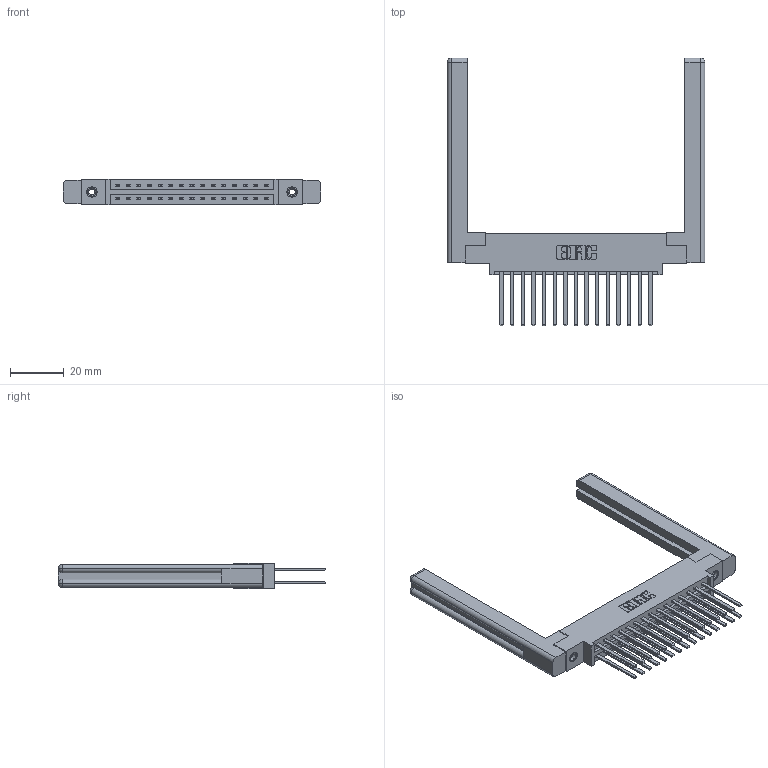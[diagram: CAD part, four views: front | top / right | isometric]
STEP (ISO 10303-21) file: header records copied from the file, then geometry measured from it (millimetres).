
FILE_DESCRIPTION (( 'STEP AP203' ), '1' );
FILE_NAME ('387-030-544-858.STEP', '2019-10-17T14:46:57', ( '' ), ( '' ), 'SwSTEP 2.0', 'SolidWorks 2016', '' );
FILE_SCHEMA (( 'CONFIG_CONTROL_DESIGN' ));
Length unit declared in the file: inch
Products named in the file (5): 345-250-001_345-250-001-102; 387-030-544-858; 345-292-001_345-293-144; 337 Part_0.170 Offset - 0.156 Dia-TI; 307-220-058
Assembly tree (35 placements, depth 2):
  387-030-544-858
    337 Part_0.170 Offset - 0.156 Dia-TI
    345-292-001_345-293-144  x30
    345-250-001_345-250-001-102  x2
    307-220-058  x2
Bounding box: 96.06 x 99.7 x 9.4 mm (x, y, z)
Volume: 17209.9 mm3; surface area: 17647.5 mm2
Topology: 35 solids, 35 shells, 1700 faces, 4967 edges, 3258 vertices
Faces by surface type: plane 1178, cylinder 498, cone 12, torus 12
Entity records: 17704 total; most frequent: CARTESIAN_POINT 3013, ORIENTED_EDGE 2888, DIRECTION 2624, EDGE_CURVE 1444, LINE 1272, VECTOR 1272, VERTEX_POINT 954, AXIS2_PLACEMENT_3D 676
